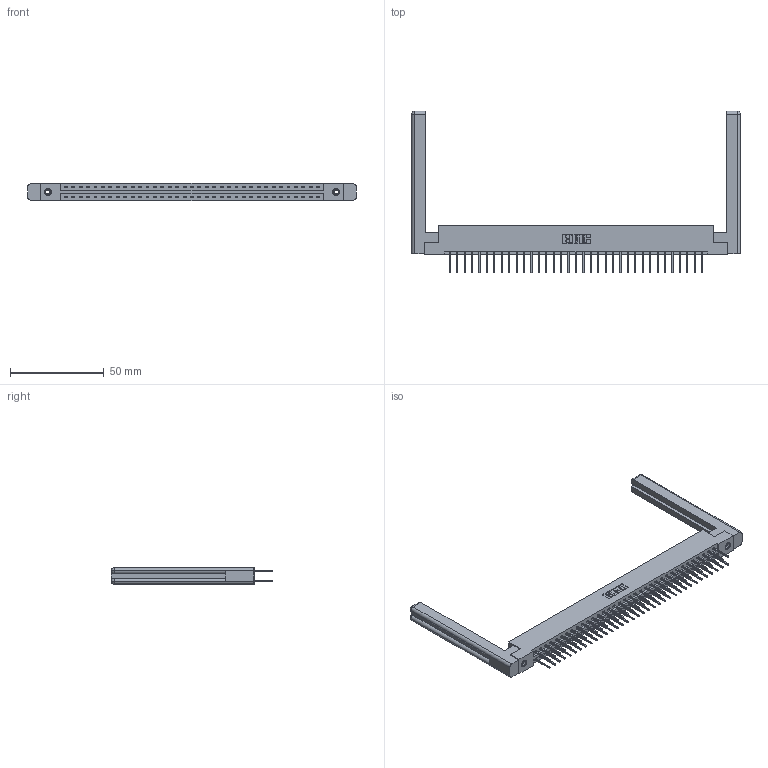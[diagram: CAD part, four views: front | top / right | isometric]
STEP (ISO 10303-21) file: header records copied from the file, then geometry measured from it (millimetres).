
FILE_DESCRIPTION (( 'STEP AP203' ), '1' );
FILE_NAME ('387-070-523-258.STEP', '2019-10-19T22:58:29', ( '' ), ( '' ), 'SwSTEP 2.0', 'SolidWorks 2016', '' );
FILE_SCHEMA (( 'CONFIG_CONTROL_DESIGN' ));
Length unit declared in the file: inch
Products named in the file (5): 337 Part_Flush Mounting Lugs - 0.156 Dia-TI; 307-220-058; 345-250-001_345-250-001-102; 345-292-001_345-293-123; 387-070-523-258
Assembly tree (75 placements, depth 2):
  387-070-523-258
    337 Part_Flush Mounting Lugs - 0.156 Dia-TI
    345-292-001_345-293-123  x70
    345-250-001_345-250-001-102  x2
    307-220-058  x2
Bounding box: 175.31 x 86.24 x 9.4 mm (x, y, z)
Volume: 25668.3 mm3; surface area: 26604.2 mm2
Topology: 75 solids, 75 shells, 4036 faces, 11935 edges, 7850 vertices
Faces by surface type: plane 2814, cylinder 1198, cone 12, torus 12
Entity records: 30694 total; most frequent: CARTESIAN_POINT 5185, ORIENTED_EDGE 5060, DIRECTION 4438, EDGE_CURVE 2530, LINE 2354, VECTOR 2354, VERTEX_POINT 1678, AXIS2_PLACEMENT_3D 1042
